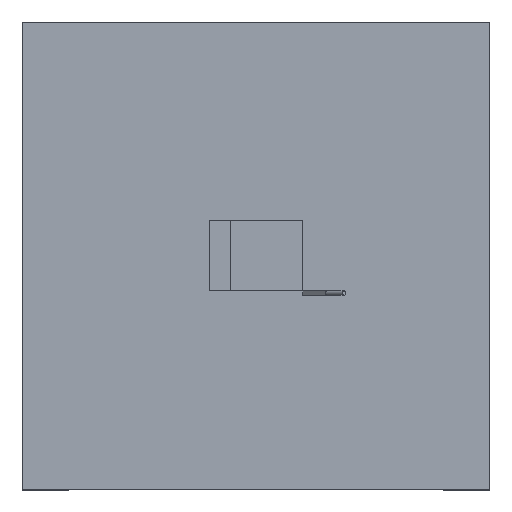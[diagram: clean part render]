
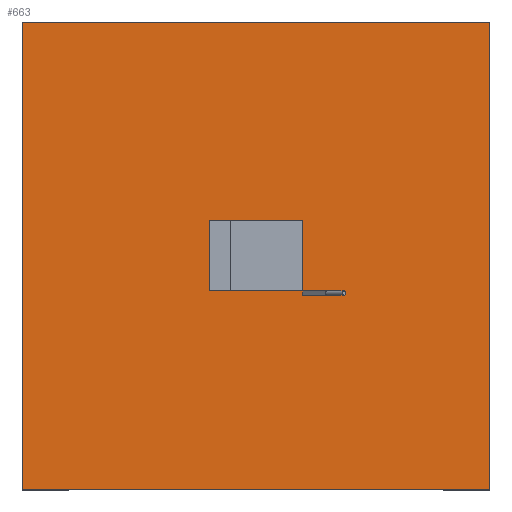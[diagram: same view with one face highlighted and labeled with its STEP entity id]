
A CAD part, top view. The second image highlights one B-rep face of the part: STEP entity #663.
In plain terms, the highlighted face is planar.
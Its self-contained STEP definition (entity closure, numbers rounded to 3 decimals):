
#46=FACE_OUTER_BOUND('',#84,.T.);
#84=EDGE_LOOP('',(#455,#456,#457,#458));
#133=LINE('',#1006,#219);
#134=LINE('',#1008,#220);
#135=LINE('',#1010,#221);
#136=LINE('',#1011,#222);
#219=VECTOR('',#808,10.);
#220=VECTOR('',#809,10.);
#221=VECTOR('',#810,10.);
#222=VECTOR('',#811,10.);
#305=VERTEX_POINT('',#1004);
#306=VERTEX_POINT('',#1005);
#307=VERTEX_POINT('',#1007);
#308=VERTEX_POINT('',#1009);
#364=EDGE_CURVE('',#305,#306,#133,.T.);
#365=EDGE_CURVE('',#306,#307,#134,.T.);
#366=EDGE_CURVE('',#307,#308,#135,.T.);
#367=EDGE_CURVE('',#308,#305,#136,.T.);
#455=ORIENTED_EDGE('',*,*,#364,.T.);
#456=ORIENTED_EDGE('',*,*,#365,.T.);
#457=ORIENTED_EDGE('',*,*,#366,.T.);
#458=ORIENTED_EDGE('',*,*,#367,.T.);
#626=PLANE('',#740);
#663=ADVANCED_FACE('',(#46),#626,.T.);
#740=AXIS2_PLACEMENT_3D('',#1003,#806,#807);
#806=DIRECTION('center_axis',(0.,1.,0.));
#807=DIRECTION('ref_axis',(0.,0.,1.));
#808=DIRECTION('',(0.,0.,1.));
#809=DIRECTION('',(1.,0.,0.));
#810=DIRECTION('',(0.,0.,-1.));
#811=DIRECTION('',(-1.,0.,0.));
#1003=CARTESIAN_POINT('Origin',(75.,11.,-13.5));
#1004=CARTESIAN_POINT('',(65.,11.,-23.5));
#1005=CARTESIAN_POINT('',(65.,11.,-3.5));
#1006=CARTESIAN_POINT('',(65.,11.,-13.5));
#1007=CARTESIAN_POINT('',(85.,11.,-3.5));
#1008=CARTESIAN_POINT('',(65.,11.,-3.5));
#1009=CARTESIAN_POINT('',(85.,11.,-23.5));
#1010=CARTESIAN_POINT('',(85.,11.,-3.5));
#1011=CARTESIAN_POINT('',(85.,11.,-23.5));
